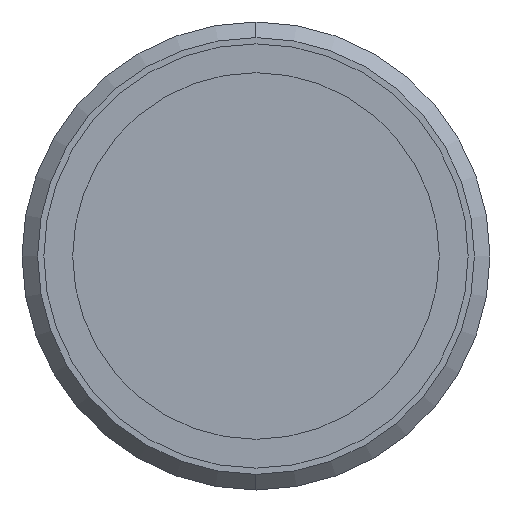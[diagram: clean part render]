
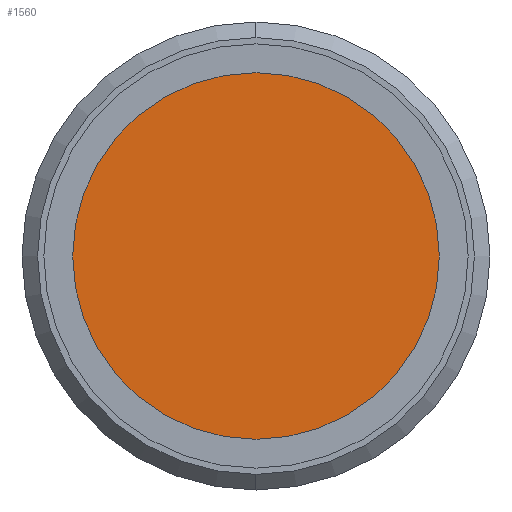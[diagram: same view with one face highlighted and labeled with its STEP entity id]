
A CAD part, left-side view. The second image highlights one B-rep face of the part: STEP entity #1560.
In plain terms, the highlighted planar face has unit normal (-1, 0, 0).
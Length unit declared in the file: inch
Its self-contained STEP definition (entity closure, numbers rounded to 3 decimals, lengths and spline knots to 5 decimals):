
#13 = CARTESIAN_POINT ( 'NONE',  ( -0.03898, 0., -0.4626 ) ) ;
#428 = CIRCLE ( 'NONE', #692, 0.4626 ) ;
#516 = PLANE ( 'NONE',  #4713 ) ;
#561 = ORIENTED_EDGE ( 'NONE', *, *, #1809, .T. ) ;
#578 = DIRECTION ( 'NONE',  ( 0., 0., -1. ) ) ;
#692 = AXIS2_PLACEMENT_3D ( 'NONE', #2638, #1823, #3385 ) ;
#878 = EDGE_LOOP ( 'NONE', ( #561, #4897 ) ) ;
#1109 = CARTESIAN_POINT ( 'NONE',  ( -0.03898, 0., 0. ) ) ;
#1405 = VERTEX_POINT ( 'NONE', #5023 ) ;
#1485 = DIRECTION ( 'NONE',  ( 0., 0., -1. ) ) ;
#1560 = ADVANCED_FACE ( 'NONE', ( #4974 ), #516, .F. ) ;
#1805 = CIRCLE ( 'NONE', #2108, 0.4626 ) ;
#1809 = EDGE_CURVE ( 'NONE', #2669, #1405, #428, .T. ) ;
#1823 = DIRECTION ( 'NONE',  ( -1., 0., 0. ) ) ;
#2071 = DIRECTION ( 'NONE',  ( -1., 0., 0. ) ) ;
#2108 = AXIS2_PLACEMENT_3D ( 'NONE', #4446, #2071, #578 ) ;
#2638 = CARTESIAN_POINT ( 'NONE',  ( -0.03898, 0., 0. ) ) ;
#2669 = VERTEX_POINT ( 'NONE', #13 ) ;
#2878 = EDGE_CURVE ( 'NONE', #1405, #2669, #1805, .T. ) ;
#3385 = DIRECTION ( 'NONE',  ( 0., 0., -1. ) ) ;
#3807 = DIRECTION ( 'NONE',  ( 1., 0., 0. ) ) ;
#4446 = CARTESIAN_POINT ( 'NONE',  ( -0.03898, 0., 0. ) ) ;
#4713 = AXIS2_PLACEMENT_3D ( 'NONE', #1109, #3807, #1485 ) ;
#4897 = ORIENTED_EDGE ( 'NONE', *, *, #2878, .T. ) ;
#4974 = FACE_OUTER_BOUND ( 'NONE', #878, .T. ) ;
#5023 = CARTESIAN_POINT ( 'NONE',  ( -0.03898, 0., 0.4626 ) ) ;
